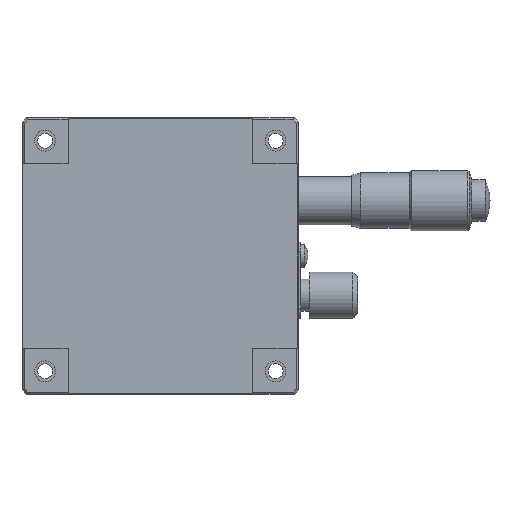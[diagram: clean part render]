
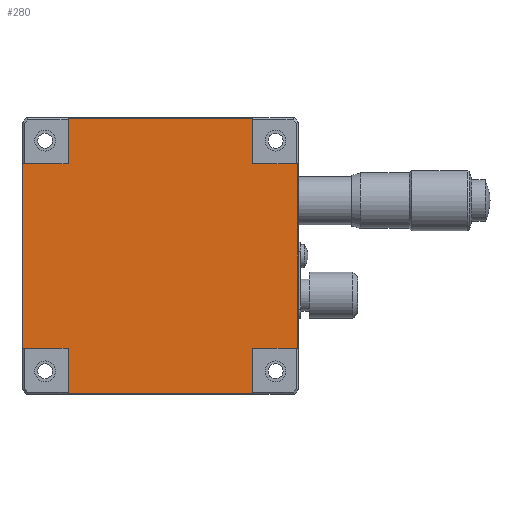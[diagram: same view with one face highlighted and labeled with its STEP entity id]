
A CAD part, front view. The second image highlights one B-rep face of the part: STEP entity #280.
In plain terms, the highlighted planar face has unit normal (0, -1, 0).
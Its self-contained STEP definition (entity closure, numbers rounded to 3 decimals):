
#280 = ADVANCED_FACE( '', ( #537 ), #538, .F. );
#537 = FACE_OUTER_BOUND( '', #1065, .T. );
#538 = PLANE( '', #1066 );
#1065 = EDGE_LOOP( '', ( #1864, #1865, #1866, #1867, #1868, #1869, #1870, #1871, #1872, #1873, #1874, #1875 ) );
#1066 = AXIS2_PLACEMENT_3D( '', #1876, #1877, #1878 );
#1864 = ORIENTED_EDGE( '', *, *, #3273, .T. );
#1865 = ORIENTED_EDGE( '', *, *, #3274, .F. );
#1866 = ORIENTED_EDGE( '', *, *, #3275, .F. );
#1867 = ORIENTED_EDGE( '', *, *, #3276, .T. );
#1868 = ORIENTED_EDGE( '', *, *, #3277, .F. );
#1869 = ORIENTED_EDGE( '', *, *, #3278, .F. );
#1870 = ORIENTED_EDGE( '', *, *, #3279, .T. );
#1871 = ORIENTED_EDGE( '', *, *, #3280, .F. );
#1872 = ORIENTED_EDGE( '', *, *, #3281, .F. );
#1873 = ORIENTED_EDGE( '', *, *, #3282, .T. );
#1874 = ORIENTED_EDGE( '', *, *, #3283, .F. );
#1875 = ORIENTED_EDGE( '', *, *, #3284, .F. );
#1876 = CARTESIAN_POINT( '', ( 0., 0.3, 0. ) );
#1877 = DIRECTION( '', ( 0., 1., 0. ) );
#1878 = DIRECTION( '', ( 0., 0., 1. ) );
#3273 = EDGE_CURVE( '', #3854, #3855, #3856, .F. );
#3274 = EDGE_CURVE( '', #3857, #3855, #3858, .T. );
#3275 = EDGE_CURVE( '', #3859, #3857, #3860, .T. );
#3276 = EDGE_CURVE( '', #3859, #3861, #3862, .F. );
#3277 = EDGE_CURVE( '', #3863, #3861, #3864, .T. );
#3278 = EDGE_CURVE( '', #3865, #3863, #3866, .T. );
#3279 = EDGE_CURVE( '', #3865, #3867, #3868, .F. );
#3280 = EDGE_CURVE( '', #3869, #3867, #3870, .T. );
#3281 = EDGE_CURVE( '', #3871, #3869, #3872, .T. );
#3282 = EDGE_CURVE( '', #3871, #3873, #3874, .F. );
#3283 = EDGE_CURVE( '', #3875, #3873, #3876, .T. );
#3284 = EDGE_CURVE( '', #3854, #3875, #3877, .T. );
#3854 = VERTEX_POINT( '', #4795 );
#3855 = VERTEX_POINT( '', #4796 );
#3856 = LINE( '', #4797, #4798 );
#3857 = VERTEX_POINT( '', #4799 );
#3858 = LINE( '', #4800, #4801 );
#3859 = VERTEX_POINT( '', #4802 );
#3860 = LINE( '', #4803, #4804 );
#3861 = VERTEX_POINT( '', #4805 );
#3862 = LINE( '', #4806, #4807 );
#3863 = VERTEX_POINT( '', #4808 );
#3864 = LINE( '', #4809, #4810 );
#3865 = VERTEX_POINT( '', #4811 );
#3866 = LINE( '', #4812, #4813 );
#3867 = VERTEX_POINT( '', #4814 );
#3868 = LINE( '', #4815, #4816 );
#3869 = VERTEX_POINT( '', #4817 );
#3870 = LINE( '', #4818, #4819 );
#3871 = VERTEX_POINT( '', #4820 );
#3872 = LINE( '', #4821, #4822 );
#3873 = VERTEX_POINT( '', #4823 );
#3874 = LINE( '', #4824, #4825 );
#3875 = VERTEX_POINT( '', #4826 );
#3876 = LINE( '', #4827, #4828 );
#3877 = LINE( '', #4829, #4830 );
#4795 = CARTESIAN_POINT( '', ( -20., 0.3, -29.8 ) );
#4796 = CARTESIAN_POINT( '', ( 20., 0.3, -29.8 ) );
#4797 = CARTESIAN_POINT( '', ( 29., 0.3, -29.8 ) );
#4798 = VECTOR( '', #5779, 1000. );
#4799 = CARTESIAN_POINT( '', ( 20., 0.3, -20. ) );
#4800 = CARTESIAN_POINT( '', ( 20., 0.3, -20. ) );
#4801 = VECTOR( '', #5780, 1000. );
#4802 = CARTESIAN_POINT( '', ( 29.8, 0.3, -20. ) );
#4803 = CARTESIAN_POINT( '', ( 30., 0.3, -20. ) );
#4804 = VECTOR( '', #5781, 1000. );
#4805 = CARTESIAN_POINT( '', ( 29.8, 0.3, 20. ) );
#4806 = CARTESIAN_POINT( '', ( 29.8, 0.3, 29. ) );
#4807 = VECTOR( '', #5782, 1000. );
#4808 = CARTESIAN_POINT( '', ( 20., 0.3, 20. ) );
#4809 = CARTESIAN_POINT( '', ( 20., 0.3, 20. ) );
#4810 = VECTOR( '', #5783, 1000. );
#4811 = CARTESIAN_POINT( '', ( 20., 0.3, 29.8 ) );
#4812 = CARTESIAN_POINT( '', ( 20., 0.3, 30. ) );
#4813 = VECTOR( '', #5784, 1000. );
#4814 = CARTESIAN_POINT( '', ( -20., 0.3, 29.8 ) );
#4815 = CARTESIAN_POINT( '', ( -29., 0.3, 29.8 ) );
#4816 = VECTOR( '', #5785, 1000. );
#4817 = CARTESIAN_POINT( '', ( -20., 0.3, 20. ) );
#4818 = CARTESIAN_POINT( '', ( -20., 0.3, 20. ) );
#4819 = VECTOR( '', #5786, 1000. );
#4820 = CARTESIAN_POINT( '', ( -29.8, 0.3, 20. ) );
#4821 = CARTESIAN_POINT( '', ( -30., 0.3, 20. ) );
#4822 = VECTOR( '', #5787, 1000. );
#4823 = CARTESIAN_POINT( '', ( -29.8, 0.3, -20. ) );
#4824 = CARTESIAN_POINT( '', ( -29.8, 0.3, -29. ) );
#4825 = VECTOR( '', #5788, 1000. );
#4826 = CARTESIAN_POINT( '', ( -20., 0.3, -20. ) );
#4827 = CARTESIAN_POINT( '', ( -20., 0.3, -20. ) );
#4828 = VECTOR( '', #5789, 1000. );
#4829 = CARTESIAN_POINT( '', ( -20., 0.3, -30. ) );
#4830 = VECTOR( '', #5790, 1000. );
#5779 = DIRECTION( '', ( -1., 0., 0. ) );
#5780 = DIRECTION( '', ( 0., 0., -1. ) );
#5781 = DIRECTION( '', ( -1., 0., 0. ) );
#5782 = DIRECTION( '', ( 0., 0., -1. ) );
#5783 = DIRECTION( '', ( 1., 0., 0. ) );
#5784 = DIRECTION( '', ( 0., 0., -1. ) );
#5785 = DIRECTION( '', ( 1., 0., 0. ) );
#5786 = DIRECTION( '', ( 0., 0., 1. ) );
#5787 = DIRECTION( '', ( 1., 0., 0. ) );
#5788 = DIRECTION( '', ( 0., 0., 1. ) );
#5789 = DIRECTION( '', ( -1., 0., 0. ) );
#5790 = DIRECTION( '', ( 0., 0., 1. ) );
